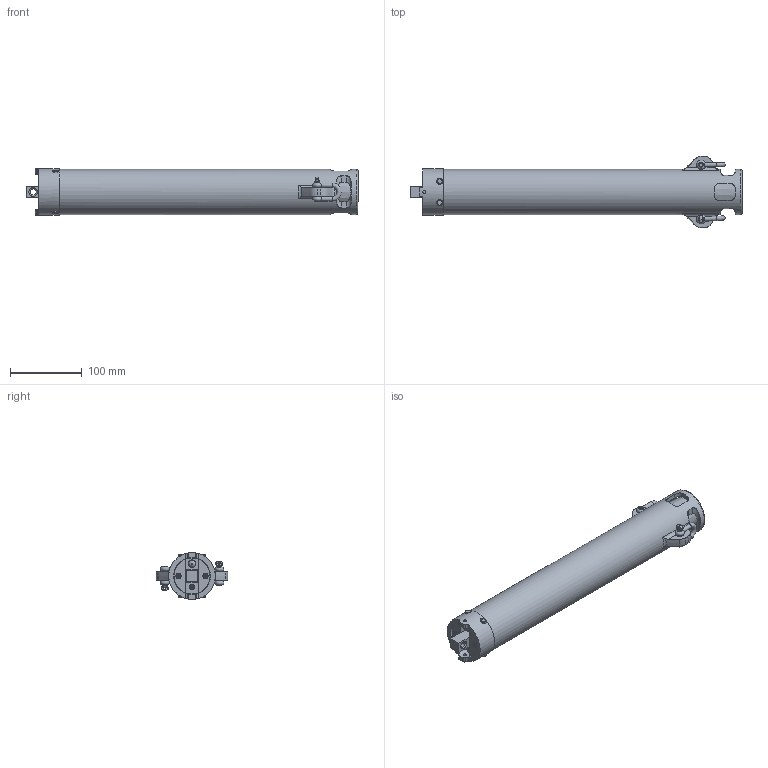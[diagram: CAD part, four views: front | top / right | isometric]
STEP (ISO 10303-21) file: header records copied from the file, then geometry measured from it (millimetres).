
FILE_DESCRIPTION(/* description */ (''),/* implementation_level */ '2;1');
FILE_NAME(/* name */ '8327-000-1111 STEP.stp',/* time_stamp */ '2018-11-01T15:31:38+00:00',/* author */ ('grh'),/* organization */ (''),/* preprocessor_version */ 'ST-DEVELOPER v17',/* originating_system */ 'Autodesk Inventor 2018',/* authorisation */ '');
FILE_SCHEMA (('AUTOMOTIVE_DESIGN { 1 0 10303 214 3 1 1 }'));
Length unit declared in the file: millimetre
Products named in the file (1): 8327-000-1111 LRT6 final assembly_Substitute_2
Bounding box: 463.2 x 99.92 x 65 mm (x, y, z)
Volume: 1326046.3 mm3; surface area: 247946.4 mm2
Topology: 2 solids, 2 shells, 298 faces, 848 edges, 580 vertices
Faces by surface type: cylinder 121, plane 102, torus 33, cone 33, sphere 6, bspline 3
Full cylindrical faces by diameter (mm): 2.5 x1, 3 x2, 3.5 x1, 4.2 x2, 4.917 x2, 5.7 x2, 6 x6, 6.2 x4, 6.3 x1, 6.35 x1, 6.852 x8, 7 x2, 7.1 x1, 7.5 x2, 8 x4, 8.194 x7, 8.2 x8, 8.6 x1, 9 x1, 9.95 x2, 10 x3, 50 x3, 51.4 x2, 63 x1, 65 x1
Entity records: 12891 total; most frequent: CARTESIAN_POINT 4740, ORIENTED_EDGE 1688, DIRECTION 1572, EDGE_CURVE 844, AXIS2_PLACEMENT_3D 648, VERTEX_POINT 580, EDGE_LOOP 362, CIRCLE 352
